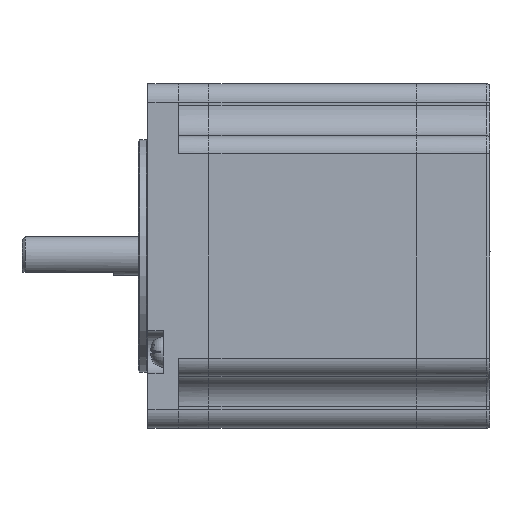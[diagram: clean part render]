
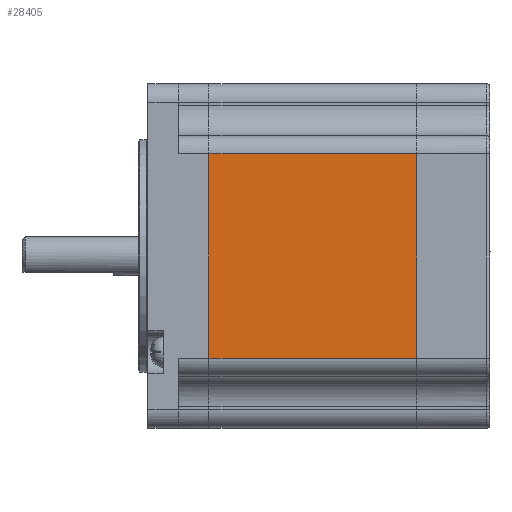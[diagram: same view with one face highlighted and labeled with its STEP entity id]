
A CAD part, left-side view. The second image highlights one B-rep face of the part: STEP entity #28405.
In plain terms, the highlighted planar face has unit normal (-1, 0, 0).
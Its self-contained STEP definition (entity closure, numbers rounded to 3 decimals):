
#134 = EDGE_CURVE ( 'NONE', #28895, #376, #1116, .T. ) ;
#376 = VERTEX_POINT ( 'NONE', #30570 ) ;
#1116 = LINE ( 'NONE', #23868, #22997 ) ;
#2512 = LINE ( 'NONE', #12691, #10681 ) ;
#3166 = PLANE ( 'NONE',  #27171 ) ;
#3806 = ORIENTED_EDGE ( 'NONE', *, *, #22780, .T. ) ;
#5369 = B_SPLINE_CURVE_WITH_KNOTS ( 'NONE', 3,
 ( #28070, #33069, #20333, #32736 ),
 .UNSPECIFIED., .F., .F.,
 ( 4, 4 ),
 ( 0.076, 0.924 ),
 .UNSPECIFIED. ) ;
#6326 = FACE_OUTER_BOUND ( 'NONE', #28528, .T. ) ;
#10681 = VECTOR ( 'NONE', #12194, 1000. ) ;
#12194 = DIRECTION ( 'NONE',  ( 0., 1., 0. ) ) ;
#12216 = VERTEX_POINT ( 'NONE', #28697 ) ;
#12691 = CARTESIAN_POINT ( 'NONE',  ( -28.2, -44., 16.7 ) ) ;
#13510 = B_SPLINE_CURVE_WITH_KNOTS ( 'NONE', 3,
 ( #23378, #15528, #15846, #25915 ),
 .UNSPECIFIED., .F., .F.,
 ( 4, 4 ),
 ( 0.076, 0.924 ),
 .UNSPECIFIED. ) ;
#14007 = CARTESIAN_POINT ( 'NONE',  ( -28.2, -10., -16.7 ) ) ;
#14648 = DIRECTION ( 'NONE',  ( 1., 0., 0. ) ) ;
#15528 = CARTESIAN_POINT ( 'NONE',  ( -28.2, -44., 5.567 ) ) ;
#15846 = CARTESIAN_POINT ( 'NONE',  ( -28.2, -44., -5.567 ) ) ;
#17182 = DIRECTION ( 'NONE',  ( 0., 0., -1. ) ) ;
#17871 = EDGE_CURVE ( 'NONE', #12216, #376, #13510, .T. ) ;
#19145 = ORIENTED_EDGE ( 'NONE', *, *, #17871, .F. ) ;
#20333 = CARTESIAN_POINT ( 'NONE',  ( -28.2, -10., -5.567 ) ) ;
#21842 = CARTESIAN_POINT ( 'NONE',  ( -28.2, -44., 19.7 ) ) ;
#22780 = EDGE_CURVE ( 'NONE', #12216, #25319, #2512, .T. ) ;
#22916 = CARTESIAN_POINT ( 'NONE',  ( -28.2, -10., 16.7 ) ) ;
#22997 = VECTOR ( 'NONE', #31430, 1000. ) ;
#23378 = CARTESIAN_POINT ( 'NONE',  ( -28.2, -44., 16.7 ) ) ;
#23868 = CARTESIAN_POINT ( 'NONE',  ( -28.2, -44., -16.7 ) ) ;
#25319 = VERTEX_POINT ( 'NONE', #22916 ) ;
#25915 = CARTESIAN_POINT ( 'NONE',  ( -28.2, -44., -16.7 ) ) ;
#27171 = AXIS2_PLACEMENT_3D ( 'NONE', #21842, #14648, #17182 ) ;
#27509 = ORIENTED_EDGE ( 'NONE', *, *, #134, .T. ) ;
#28070 = CARTESIAN_POINT ( 'NONE',  ( -28.2, -10., 16.7 ) ) ;
#28405 = ADVANCED_FACE ( 'NONE', ( #6326 ), #3166, .F. ) ;
#28528 = EDGE_LOOP ( 'NONE', ( #32368, #27509, #19145, #3806 ) ) ;
#28697 = CARTESIAN_POINT ( 'NONE',  ( -28.2, -44., 16.7 ) ) ;
#28895 = VERTEX_POINT ( 'NONE', #14007 ) ;
#30570 = CARTESIAN_POINT ( 'NONE',  ( -28.2, -44., -16.7 ) ) ;
#31430 = DIRECTION ( 'NONE',  ( 0., -1., 0. ) ) ;
#32368 = ORIENTED_EDGE ( 'NONE', *, *, #32919, .T. ) ;
#32736 = CARTESIAN_POINT ( 'NONE',  ( -28.2, -10., -16.7 ) ) ;
#32919 = EDGE_CURVE ( 'NONE', #25319, #28895, #5369, .T. ) ;
#33069 = CARTESIAN_POINT ( 'NONE',  ( -28.2, -10., 5.567 ) ) ;
